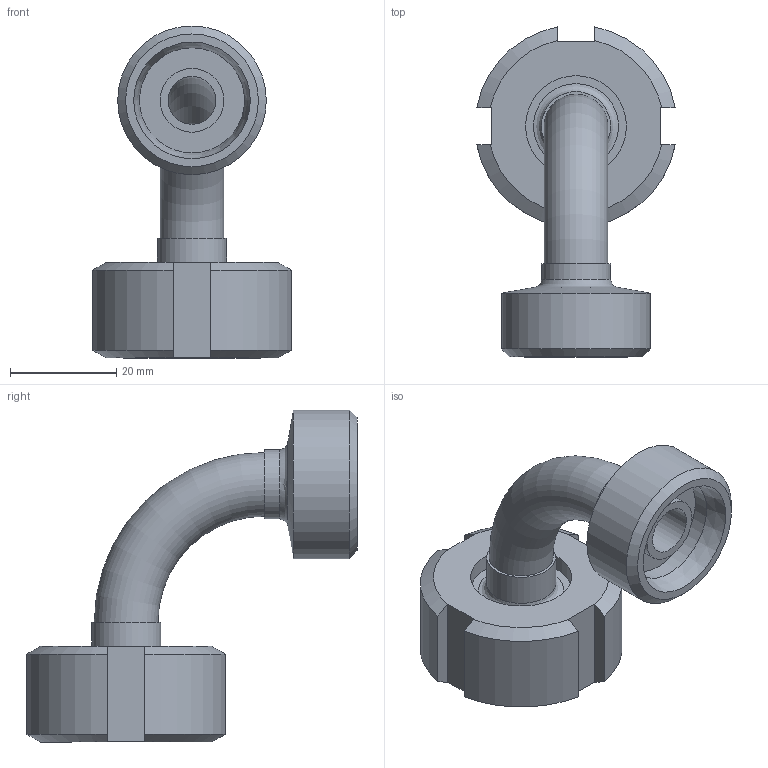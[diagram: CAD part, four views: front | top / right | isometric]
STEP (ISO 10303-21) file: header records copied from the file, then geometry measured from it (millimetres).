
FILE_DESCRIPTION((''),'2;1');
FILE_NAME('35600010X.stp','2010-08-13T11:16:32',('thilbrands'),(''),'Autodesk Inventor 2008','Autodesk Inventor 2008','');
FILE_SCHEMA(('AUTOMOTIVE_DESIGN { 1 0 10303 214 1 1 1 1 }'));
Length unit declared in the file: millimetre
Products named in the file (5): 356000101; 322000101-DN10; 113040101-DN10; 114040101-DN10; 110000106-DN10
Assembly tree (4 placements, depth 2):
  356000101
    322000101-DN10
    113040101-DN10
    114040101-DN10
    110000106-DN10
Bounding box: 37.35 x 62.17 x 62.5 mm (x, y, z)
Volume: 19260.7 mm3; surface area: 12898.1 mm2
Topology: 4 solids, 4 shells, 57 faces, 125 edges, 80 vertices
Faces by surface type: plane 24, cone 15, cylinder 14, torus 2, bspline 2
Full cylindrical faces by diameter (mm): 9 x2, 12 x1, 13 x2, 19 x1, 19.8 x1, 25.14 x1, 28 x1, 28.4 x1
Entity records: 1684 total; most frequent: CARTESIAN_POINT 370, DIRECTION 264, ORIENTED_EDGE 208, AXIS2_PLACEMENT_3D 112, EDGE_CURVE 104, EDGE_LOOP 90, VERTEX_POINT 80, FACE_OUTER_BOUND 57
